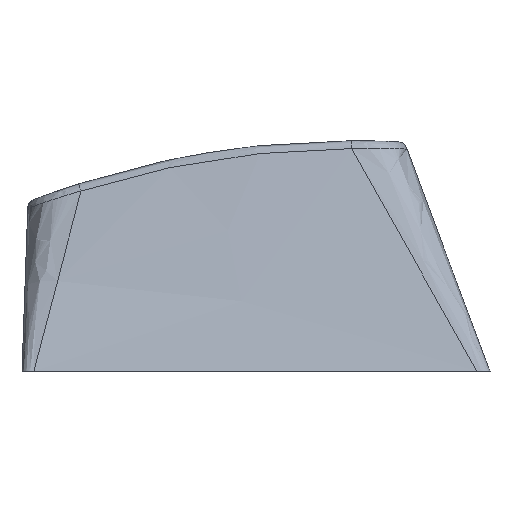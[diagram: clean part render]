
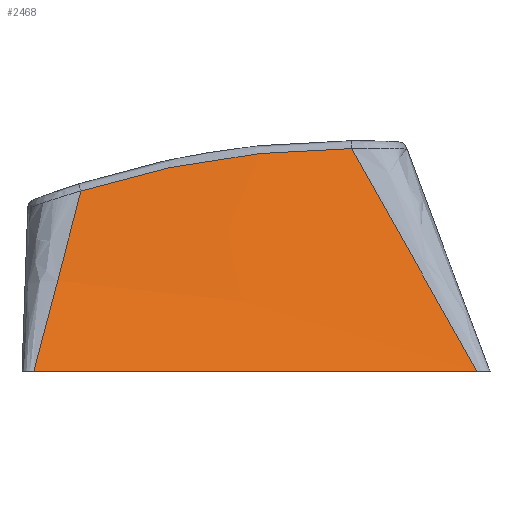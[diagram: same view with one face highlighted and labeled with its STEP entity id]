
A CAD part, left-side view. The second image highlights one B-rep face of the part: STEP entity #2468.
In plain terms, the highlighted free-form (B-spline) face has degree [3, 2] with [4, 3] control points.
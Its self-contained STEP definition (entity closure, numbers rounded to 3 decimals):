
#40=(
BOUNDED_SURFACE()
B_SPLINE_SURFACE(3,2,((#3906,#3907,#3908),(#3909,#3910,#3911),(#3912,#3913,
#3914),(#3915,#3916,#3917)),.UNSPECIFIED.,.F.,.F.,.F.)
B_SPLINE_SURFACE_WITH_KNOTS((4,4),(3,3),(0.,9.938),(-18.1,0.),
 .UNSPECIFIED.)
GEOMETRIC_REPRESENTATION_ITEM()
RATIONAL_B_SPLINE_SURFACE(((1.,0.977,1.),(1.,0.985,1.),(1.,
0.992,1.),(1.,1.,1.)))
REPRESENTATION_ITEM('')
SURFACE()
);
#80=B_SPLINE_CURVE_WITH_KNOTS('',3,(#3919,#3920,#3921,#3922,#3923,#3924,
#3925),.UNSPECIFIED.,.F.,.F.,(4,3,4),(0.019,0.24,8.103),
 .UNSPECIFIED.);
#81=B_SPLINE_CURVE_WITH_KNOTS('',3,(#3927,#3928,#3929,#3930),
 .UNSPECIFIED.,.F.,.F.,(4,4),(-0.442,10.007),
 .UNSPECIFIED.);
#82=B_SPLINE_CURVE_WITH_KNOTS('',3,(#3931,#3932,#3933,#3934,#3935,#3936,
#3937,#3938,#3939,#3940,#3941,#3942,#3943,#3944,#3945,#3946,#3947,#3948,
#3949,#3950,#3951,#3952,#3953,#3954,#3955),.UNSPECIFIED.,.F.,.F.,(4,3,3,
3,3,3,3,3,4),(-0.184,1.101,2.353,3.654,
4.955,6.396,7.848,9.319,10.402),
 .UNSPECIFIED.);
#217=FACE_OUTER_BOUND('',#363,.T.);
#363=EDGE_LOOP('',(#1832,#1833,#1834,#1835));
#588=LINE('',#3776,#847);
#847=VECTOR('',#3014,10.);
#1100=VERTEX_POINT('',#3760);
#1101=VERTEX_POINT('',#3775);
#1117=VERTEX_POINT('',#3918);
#1118=VERTEX_POINT('',#3926);
#1374=EDGE_CURVE('',#1100,#1101,#588,.F.);
#1392=EDGE_CURVE('',#1117,#1101,#80,.F.);
#1393=EDGE_CURVE('',#1100,#1118,#81,.F.);
#1394=EDGE_CURVE('',#1118,#1117,#82,.F.);
#1832=ORIENTED_EDGE('',*,*,#1392,.T.);
#1833=ORIENTED_EDGE('',*,*,#1374,.F.);
#1834=ORIENTED_EDGE('',*,*,#1393,.T.);
#1835=ORIENTED_EDGE('',*,*,#1394,.T.);
#2468=ADVANCED_FACE('',(#217),#40,.T.);
#3014=DIRECTION('',(0.,-1.,0.));
#3760=CARTESIAN_POINT('',(-77.525,20.171,0.));
#3775=CARTESIAN_POINT('',(-77.525,37.313,0.));
#3776=CARTESIAN_POINT('',(-77.525,37.313,0.));
#3906=CARTESIAN_POINT('Ctrl Pts',(-74.5,37.538,6.551));
#3907=CARTESIAN_POINT('Ctrl Pts',(-74.5,30.509,9.295));
#3908=CARTESIAN_POINT('Ctrl Pts',(-74.5,22.976,8.861));
#3909=CARTESIAN_POINT('Ctrl Pts',(-75.509,37.614,4.368));
#3910=CARTESIAN_POINT('Ctrl Pts',(-75.524,29.902,6.148));
#3911=CARTESIAN_POINT('Ctrl Pts',(-75.509,21.873,5.907));
#3912=CARTESIAN_POINT('Ctrl Pts',(-76.517,37.69,2.184));
#3913=CARTESIAN_POINT('Ctrl Pts',(-76.533,29.305,3.05));
#3914=CARTESIAN_POINT('Ctrl Pts',(-76.517,20.77,2.954));
#3915=CARTESIAN_POINT('Ctrl Pts',(-77.525,37.767,0.));
#3916=CARTESIAN_POINT('Ctrl Pts',(-77.525,28.717,0.));
#3917=CARTESIAN_POINT('Ctrl Pts',(-77.525,19.667,0.));
#3918=CARTESIAN_POINT('',(-74.624,35.483,6.976));
#3919=CARTESIAN_POINT('Ctrl Pts',(-77.525,37.313,0.));
#3920=CARTESIAN_POINT('Ctrl Pts',(-77.496,37.296,0.064));
#3921=CARTESIAN_POINT('Ctrl Pts',(-77.468,37.279,0.127));
#3922=CARTESIAN_POINT('Ctrl Pts',(-77.439,37.262,0.191));
#3923=CARTESIAN_POINT('Ctrl Pts',(-76.419,36.661,2.454));
#3924=CARTESIAN_POINT('Ctrl Pts',(-75.477,36.068,4.715));
#3925=CARTESIAN_POINT('Ctrl Pts',(-74.624,35.483,6.976));
#3926=CARTESIAN_POINT('',(-74.604,25.021,8.612));
#3927=CARTESIAN_POINT('Ctrl Pts',(-74.604,25.021,8.612));
#3928=CARTESIAN_POINT('Ctrl Pts',(-75.58,23.4,5.737));
#3929=CARTESIAN_POINT('Ctrl Pts',(-76.548,21.786,2.869));
#3930=CARTESIAN_POINT('Ctrl Pts',(-77.525,20.171,0.));
#3931=CARTESIAN_POINT('Ctrl Pts',(-74.624,35.483,6.976));
#3932=CARTESIAN_POINT('Ctrl Pts',(-74.622,35.072,7.106));
#3933=CARTESIAN_POINT('Ctrl Pts',(-74.62,34.66,7.229));
#3934=CARTESIAN_POINT('Ctrl Pts',(-74.618,34.245,7.344));
#3935=CARTESIAN_POINT('Ctrl Pts',(-74.616,33.842,7.456));
#3936=CARTESIAN_POINT('Ctrl Pts',(-74.615,33.436,7.561));
#3937=CARTESIAN_POINT('Ctrl Pts',(-74.613,33.028,7.658));
#3938=CARTESIAN_POINT('Ctrl Pts',(-74.612,32.605,7.759));
#3939=CARTESIAN_POINT('Ctrl Pts',(-74.611,32.179,7.853));
#3940=CARTESIAN_POINT('Ctrl Pts',(-74.61,31.752,7.938));
#3941=CARTESIAN_POINT('Ctrl Pts',(-74.608,31.325,8.024));
#3942=CARTESIAN_POINT('Ctrl Pts',(-74.608,30.896,8.101));
#3943=CARTESIAN_POINT('Ctrl Pts',(-74.607,30.466,8.17));
#3944=CARTESIAN_POINT('Ctrl Pts',(-74.606,29.99,8.247));
#3945=CARTESIAN_POINT('Ctrl Pts',(-74.605,29.512,8.314));
#3946=CARTESIAN_POINT('Ctrl Pts',(-74.605,29.033,8.371));
#3947=CARTESIAN_POINT('Ctrl Pts',(-74.604,28.551,8.428));
#3948=CARTESIAN_POINT('Ctrl Pts',(-74.604,28.067,8.475));
#3949=CARTESIAN_POINT('Ctrl Pts',(-74.604,27.583,8.512));
#3950=CARTESIAN_POINT('Ctrl Pts',(-74.603,27.092,8.549));
#3951=CARTESIAN_POINT('Ctrl Pts',(-74.603,26.6,8.576));
#3952=CARTESIAN_POINT('Ctrl Pts',(-74.603,26.108,8.593));
#3953=CARTESIAN_POINT('Ctrl Pts',(-74.604,25.746,8.605));
#3954=CARTESIAN_POINT('Ctrl Pts',(-74.604,25.383,8.611));
#3955=CARTESIAN_POINT('Ctrl Pts',(-74.604,25.021,8.612));
